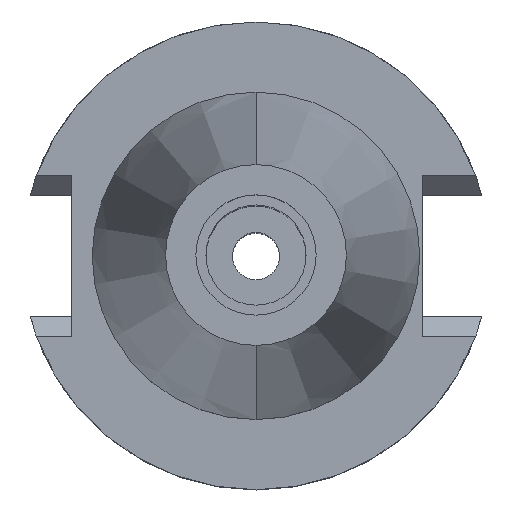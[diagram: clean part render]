
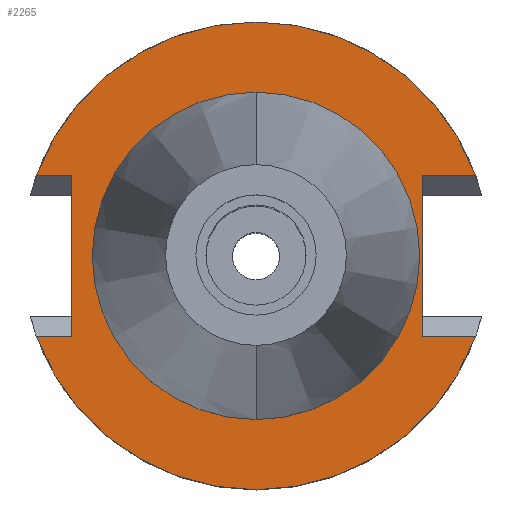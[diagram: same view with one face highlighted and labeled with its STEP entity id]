
A CAD part, top view. The second image highlights one B-rep face of the part: STEP entity #2265.
In plain terms, the highlighted planar face has unit normal (0, 0, 1).
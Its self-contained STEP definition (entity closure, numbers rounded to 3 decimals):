
#702=DIRECTION('',(0.,-1.,0.));
#703=VECTOR('',#702,21.78);
#704=CARTESIAN_POINT('',(-24.98,10.89,-1.));
#705=LINE('',#704,#703);
#808=DIRECTION('',(1.,0.,0.));
#809=VECTOR('',#808,7.254);
#810=CARTESIAN_POINT('',(22.57,10.89,-1.));
#811=LINE('',#810,#809);
#825=CARTESIAN_POINT('',(29.824,10.89,-1.));
#845=DIRECTION('',(0.,-1.,0.));
#846=VECTOR('',#845,21.78);
#847=CARTESIAN_POINT('',(22.57,10.89,-1.));
#848=LINE('',#847,#846);
#852=DIRECTION('',(1.,0.,0.));
#853=VECTOR('',#852,7.254);
#854=CARTESIAN_POINT('',(22.57,-10.89,-1.));
#855=LINE('',#854,#853);
#859=CARTESIAN_POINT('',(0.,0.,-1.));
#860=DIRECTION('',(0.,0.,-1.));
#861=DIRECTION('',(0.939,-0.343,0.));
#862=AXIS2_PLACEMENT_3D('',#859,#860,#861);
#867=CARTESIAN_POINT('',(0.,0.,-1.));
#868=DIRECTION('',(0.,0.,-1.));
#869=DIRECTION('',(0.,-1.,0.));
#870=AXIS2_PLACEMENT_3D('',#867,#868,#869);
#875=DIRECTION('',(-1.,0.,0.));
#876=VECTOR('',#875,4.844);
#877=CARTESIAN_POINT('',(-24.98,10.89,-1.));
#878=LINE('',#877,#876);
#882=CARTESIAN_POINT('',(0.,0.,-1.));
#883=DIRECTION('',(0.,0.,-1.));
#884=DIRECTION('',(-0.939,0.343,0.));
#885=AXIS2_PLACEMENT_3D('',#882,#883,#884);
#890=CARTESIAN_POINT('',(0.,0.,-1.));
#891=DIRECTION('',(0.,0.,-1.));
#892=DIRECTION('',(0.,1.,0.));
#893=AXIS2_PLACEMENT_3D('',#890,#891,#892);
#898=CARTESIAN_POINT('',(0.,0.,-1.));
#899=DIRECTION('',(0.,0.,1.));
#900=DIRECTION('',(0.,-1.,0.));
#901=AXIS2_PLACEMENT_3D('',#898,#899,#900);
#906=CARTESIAN_POINT('',(0.,0.,-1.));
#907=DIRECTION('',(0.,0.,1.));
#908=DIRECTION('',(0.,1.,0.));
#909=AXIS2_PLACEMENT_3D('',#906,#907,#908);
#914=CARTESIAN_POINT('',(29.824,-10.89,-1.));
#939=CARTESIAN_POINT('',(-29.824,-10.89,-1.));
#1088=DIRECTION('',(-1.,0.,0.));
#1089=VECTOR('',#1088,4.844);
#1090=CARTESIAN_POINT('',(-24.98,-10.89,-1.));
#1091=LINE('',#1090,#1089);
#1400=CARTESIAN_POINT('',(22.57,-10.89,-1.));
#1401=VERTEX_POINT('',#1400);
#1402=CARTESIAN_POINT('',(22.57,10.89,-1.));
#1403=VERTEX_POINT('',#1402);
#1443=CARTESIAN_POINT('',(-24.98,10.89,-1.));
#1444=VERTEX_POINT('',#1443);
#1445=CARTESIAN_POINT('',(-24.98,-10.89,-1.));
#1446=VERTEX_POINT('',#1445);
#1489=VERTEX_POINT('',#914);
#1490=VERTEX_POINT('',#939);
#1491=CARTESIAN_POINT('',(0.,-31.75,-1.));
#1492=VERTEX_POINT('',#1491);
#1495=VERTEX_POINT('',#825);
#1496=CARTESIAN_POINT('',(0.,31.75,-1.));
#1497=VERTEX_POINT('',#1496);
#1498=CARTESIAN_POINT('',(-29.824,10.89,-1.));
#1499=VERTEX_POINT('',#1498);
#1500=CARTESIAN_POINT('',(0.,-22.225,-1.));
#1501=CARTESIAN_POINT('',(0.,22.225,-1.));
#1502=VERTEX_POINT('',#1500);
#1503=VERTEX_POINT('',#1501);
#2237=CARTESIAN_POINT('',(0.,0.,-1.));
#2238=DIRECTION('',(0.,0.,-1.));
#2239=DIRECTION('',(0.,-1.,0.));
#2240=AXIS2_PLACEMENT_3D('',#2237,#2238,#2239);
#2241=PLANE('',#2240);
#2242=ORIENTED_EDGE('',*,*,#2032,.T.);
#2244=ORIENTED_EDGE('',*,*,#2243,.T.);
#2246=ORIENTED_EDGE('',*,*,#2245,.T.);
#2248=ORIENTED_EDGE('',*,*,#2247,.T.);
#2250=ORIENTED_EDGE('',*,*,#2249,.F.);
#2251=ORIENTED_EDGE('',*,*,#2120,.F.);
#2253=ORIENTED_EDGE('',*,*,#2252,.T.);
#2254=ORIENTED_EDGE('',*,*,#2225,.T.);
#2255=ORIENTED_EDGE('',*,*,#2223,.T.);
#2256=ORIENTED_EDGE('',*,*,#2211,.F.);
#2257=EDGE_LOOP('',(#2242,#2244,#2246,#2248,#2250,#2251,#2253,#2254,#2255,
#2256));
#2258=FACE_OUTER_BOUND('',#2257,.F.);
#2260=ORIENTED_EDGE('',*,*,#2259,.T.);
#2262=ORIENTED_EDGE('',*,*,#2261,.T.);
#2263=EDGE_LOOP('',(#2260,#2262));
#2264=FACE_BOUND('',#2263,.F.);
#863=CIRCLE('',#862,31.75);
#871=CIRCLE('',#870,31.75);
#886=CIRCLE('',#885,31.75);
#894=CIRCLE('',#893,31.75);
#902=CIRCLE('',#901,22.225);
#910=CIRCLE('',#909,22.225);
#2032=EDGE_CURVE('',#1403,#1401,#848,.T.);
#2120=EDGE_CURVE('',#1444,#1446,#705,.T.);
#2211=EDGE_CURVE('',#1403,#1495,#811,.T.);
#2223=EDGE_CURVE('',#1497,#1495,#894,.T.);
#2225=EDGE_CURVE('',#1499,#1497,#886,.T.);
#2243=EDGE_CURVE('',#1401,#1489,#855,.T.);
#2245=EDGE_CURVE('',#1489,#1492,#863,.T.);
#2247=EDGE_CURVE('',#1492,#1490,#871,.T.);
#2249=EDGE_CURVE('',#1446,#1490,#1091,.T.);
#2252=EDGE_CURVE('',#1444,#1499,#878,.T.);
#2259=EDGE_CURVE('',#1502,#1503,#902,.T.);
#2261=EDGE_CURVE('',#1503,#1502,#910,.T.);
#2265=ADVANCED_FACE('',(#2258,#2264),#2241,.F.);
